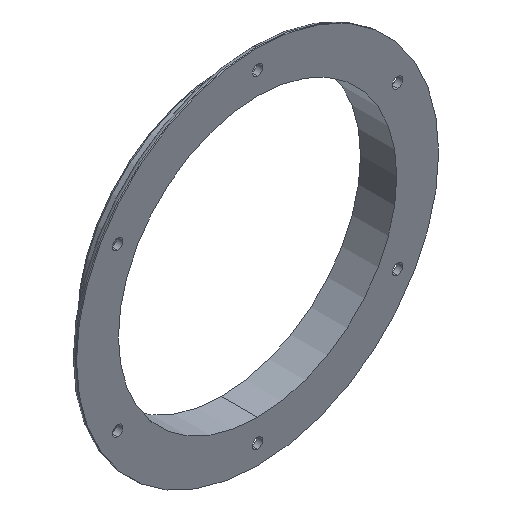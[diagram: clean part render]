
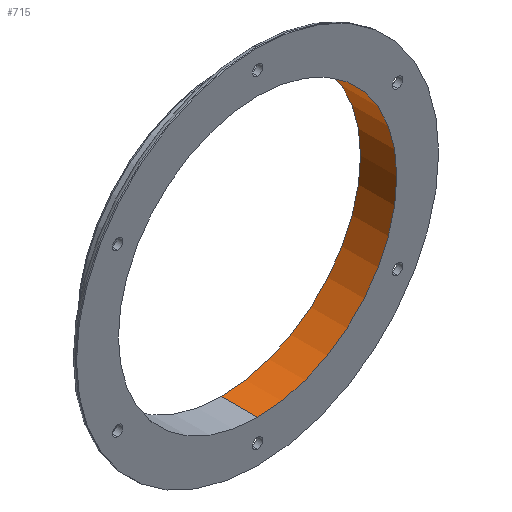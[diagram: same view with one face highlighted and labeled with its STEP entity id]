
A CAD part, isometric view. The second image highlights one B-rep face of the part: STEP entity #715.
In plain terms, the highlighted cylindrical face has radius 73.2 mm (diameter 146.4 mm), a partial arc.
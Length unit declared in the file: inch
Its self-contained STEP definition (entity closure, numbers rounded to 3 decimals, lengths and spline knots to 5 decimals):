
#19 = DIRECTION ( 'NONE',  ( 0., 0., 1. ) ) ;
#25 = DIRECTION ( 'NONE',  ( 0., 1., 0. ) ) ;
#28 = ORIENTED_EDGE ( 'NONE', *, *, #907, .T. ) ;
#31 = CARTESIAN_POINT ( 'NONE',  ( 0., 0.75, 0. ) ) ;
#49 = ORIENTED_EDGE ( 'NONE', *, *, #467, .T. ) ;
#67 = FACE_OUTER_BOUND ( 'NONE', #668, .T. ) ;
#78 = DIRECTION ( 'NONE',  ( 0., 1., 0. ) ) ;
#149 = VECTOR ( 'NONE', #391, 39.37008 ) ;
#151 = VERTEX_POINT ( 'NONE', #804 ) ;
#208 = DIRECTION ( 'NONE',  ( 0., -1., 0. ) ) ;
#210 = CYLINDRICAL_SURFACE ( 'NONE', #694, 2.88189 ) ;
#305 = EDGE_CURVE ( 'NONE', #420, #725, #482, .T. ) ;
#307 = VERTEX_POINT ( 'NONE', #478 ) ;
#315 = ORIENTED_EDGE ( 'NONE', *, *, #858, .F. ) ;
#323 = DIRECTION ( 'NONE',  ( 0., 1., 0. ) ) ;
#374 = CARTESIAN_POINT ( 'NONE',  ( 0., 0.75, 2.88189 ) ) ;
#391 = DIRECTION ( 'NONE',  ( 0., 1., 0. ) ) ;
#396 = CIRCLE ( 'NONE', #868, 2.88189 ) ;
#406 = VECTOR ( 'NONE', #323, 39.37008 ) ;
#417 = DIRECTION ( 'NONE',  ( 0., 0., 1. ) ) ;
#420 = VERTEX_POINT ( 'NONE', #693 ) ;
#467 = EDGE_CURVE ( 'NONE', #151, #420, #396, .T. ) ;
#478 = CARTESIAN_POINT ( 'NONE',  ( 0., 0.75, -2.88189 ) ) ;
#482 = LINE ( 'NONE', #539, #406 ) ;
#490 = ORIENTED_EDGE ( 'NONE', *, *, #305, .T. ) ;
#539 = CARTESIAN_POINT ( 'NONE',  ( 0., -8.48528, 2.88189 ) ) ;
#542 = LINE ( 'NONE', #890, #149 ) ;
#642 = CARTESIAN_POINT ( 'NONE',  ( 0., 0., 0. ) ) ;
#668 = EDGE_LOOP ( 'NONE', ( #315, #49, #490, #28 ) ) ;
#693 = CARTESIAN_POINT ( 'NONE',  ( 0., 0., 2.88189 ) ) ;
#694 = AXIS2_PLACEMENT_3D ( 'NONE', #875, #78, #19 ) ;
#715 = ADVANCED_FACE ( 'NONE', ( #67 ), #210, .F. ) ;
#720 = AXIS2_PLACEMENT_3D ( 'NONE', #31, #25, #820 ) ;
#725 = VERTEX_POINT ( 'NONE', #374 ) ;
#791 = CIRCLE ( 'NONE', #720, 2.88189 ) ;
#804 = CARTESIAN_POINT ( 'NONE',  ( 0., 0., -2.88189 ) ) ;
#820 = DIRECTION ( 'NONE',  ( 0., 0., 1. ) ) ;
#858 = EDGE_CURVE ( 'NONE', #151, #307, #542, .T. ) ;
#868 = AXIS2_PLACEMENT_3D ( 'NONE', #642, #208, #417 ) ;
#875 = CARTESIAN_POINT ( 'NONE',  ( 0., -8.48528, 0. ) ) ;
#890 = CARTESIAN_POINT ( 'NONE',  ( 0., -8.48528, -2.88189 ) ) ;
#907 = EDGE_CURVE ( 'NONE', #725, #307, #791, .T. ) ;
